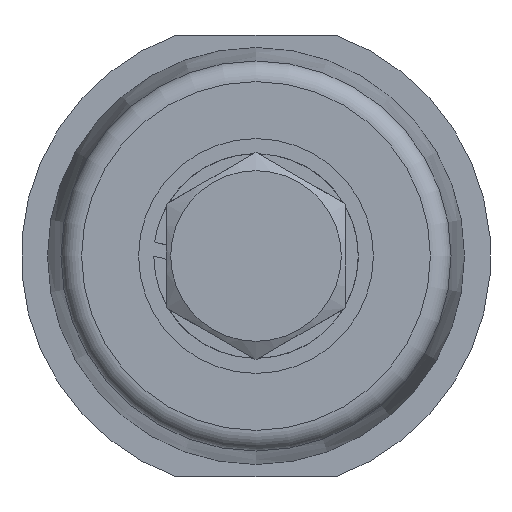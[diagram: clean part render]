
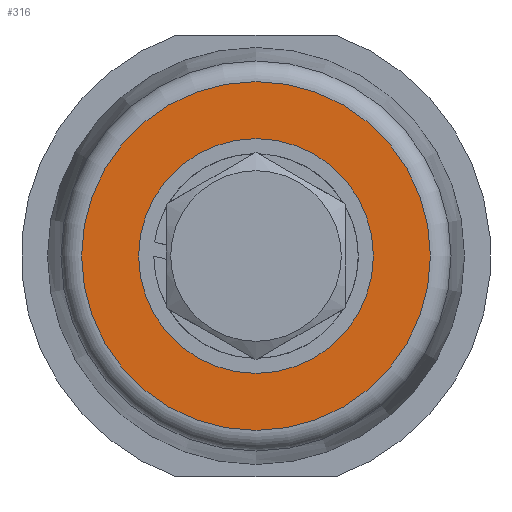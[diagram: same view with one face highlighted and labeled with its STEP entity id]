
A CAD part, front view. The second image highlights one B-rep face of the part: STEP entity #316.
In plain terms, the highlighted planar face has unit normal (0, -1, 0).
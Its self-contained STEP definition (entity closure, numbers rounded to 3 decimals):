
#124 = FACE_OUTER_BOUND ( 'NONE', #524, .T. ) ;
#183 = EDGE_CURVE ( 'NONE', #1900, #1900, #282, .T. ) ;
#212 = AXIS2_PLACEMENT_3D ( 'NONE', #982, #2148, #1149 ) ;
#260 = DIRECTION ( 'NONE',  ( 0., -1., 0. ) ) ;
#282 = CIRCLE ( 'NONE', #2138, 4.5 ) ;
#316 = ADVANCED_FACE ( 'NONE', ( #124, #1808 ), #1128, .F. ) ;
#510 = VERTEX_POINT ( 'NONE', #574 ) ;
#524 = EDGE_LOOP ( 'NONE', ( #1118 ) ) ;
#574 = CARTESIAN_POINT ( 'NONE',  ( 0., -17.5, 12.626 ) ) ;
#665 = EDGE_CURVE ( 'NONE', #510, #510, #832, .T. ) ;
#755 = ORIENTED_EDGE ( 'NONE', *, *, #183, .F. ) ;
#832 = CIRCLE ( 'NONE', #212, 12.626 ) ;
#970 = DIRECTION ( 'NONE',  ( 0., 1., 0. ) ) ;
#982 = CARTESIAN_POINT ( 'NONE',  ( 0., -17.5, 0. ) ) ;
#1118 = ORIENTED_EDGE ( 'NONE', *, *, #665, .T. ) ;
#1128 = PLANE ( 'NONE',  #1200 ) ;
#1149 = DIRECTION ( 'NONE',  ( 0., 0., 1. ) ) ;
#1200 = AXIS2_PLACEMENT_3D ( 'NONE', #1476, #970, #2134 ) ;
#1233 = CARTESIAN_POINT ( 'NONE',  ( 0., -17.5, -4.5 ) ) ;
#1261 = CARTESIAN_POINT ( 'NONE',  ( 0., -17.5, 0. ) ) ;
#1446 = DIRECTION ( 'NONE',  ( 0., 0., -1. ) ) ;
#1450 = EDGE_LOOP ( 'NONE', ( #755 ) ) ;
#1476 = CARTESIAN_POINT ( 'NONE',  ( 0., -17.5, 0. ) ) ;
#1808 = FACE_BOUND ( 'NONE', #1450, .T. ) ;
#1900 = VERTEX_POINT ( 'NONE', #1233 ) ;
#2134 = DIRECTION ( 'NONE',  ( 0., 0., 1. ) ) ;
#2138 = AXIS2_PLACEMENT_3D ( 'NONE', #1261, #260, #1446 ) ;
#2148 = DIRECTION ( 'NONE',  ( 0., -1., 0. ) ) ;
